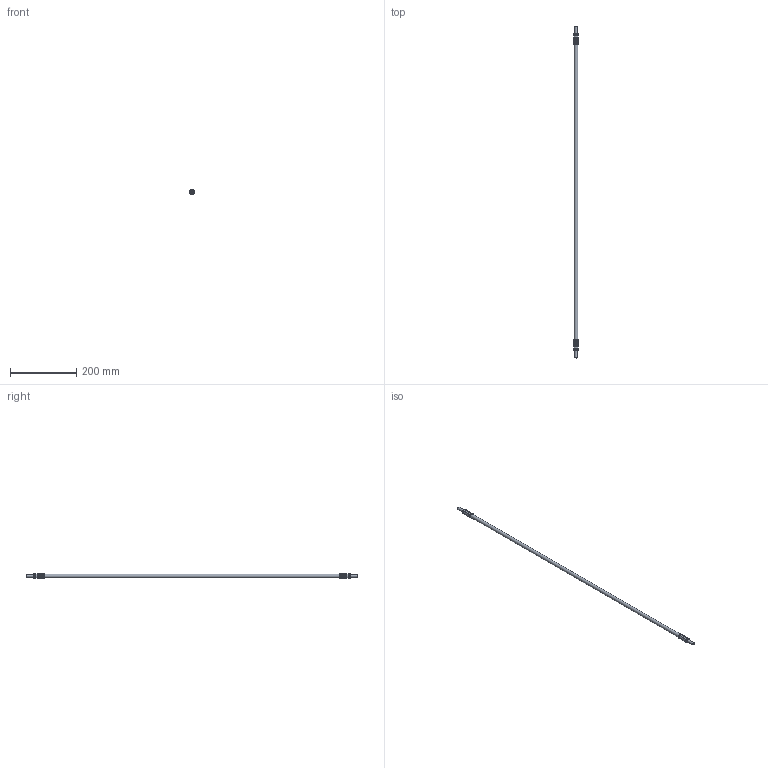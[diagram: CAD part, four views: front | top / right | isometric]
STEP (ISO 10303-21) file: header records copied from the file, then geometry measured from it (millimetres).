
FILE_DESCRIPTION((''),'2;1');
FILE_NAME('VA-PTFE Schlauch_27.005.085.stp','2010-12-23T16:31:05',('002164'),(''),'Autodesk Inventor 2010','Autodesk Inventor 2010','');
FILE_SCHEMA(('AUTOMOTIVE_DESIGN { 1 0 10303 214 1 1 1 1 }'));
Length unit declared in the file: millimetre
Products named in the file (1): anvas01a
Bounding box: 14.28 x 1000 x 14.28 mm (x, y, z)
Volume: 81133.3 mm3; surface area: 54153.2 mm2
Topology: 1 solids, 1 shells, 82 faces, 216 edges, 144 vertices
Faces by surface type: cylinder 32, plane 26, bspline 24
Full cylindrical faces by diameter (mm): 5.5 x1, 8 x4, 11.5 x1, 12.9 x2
Entity records: 2662 total; most frequent: CARTESIAN_POINT 619, ORIENTED_EDGE 416, DIRECTION 406, EDGE_CURVE 208, VERTEX_POINT 144, AXIS2_PLACEMENT_3D 139, VECTOR 128, LINE 128
